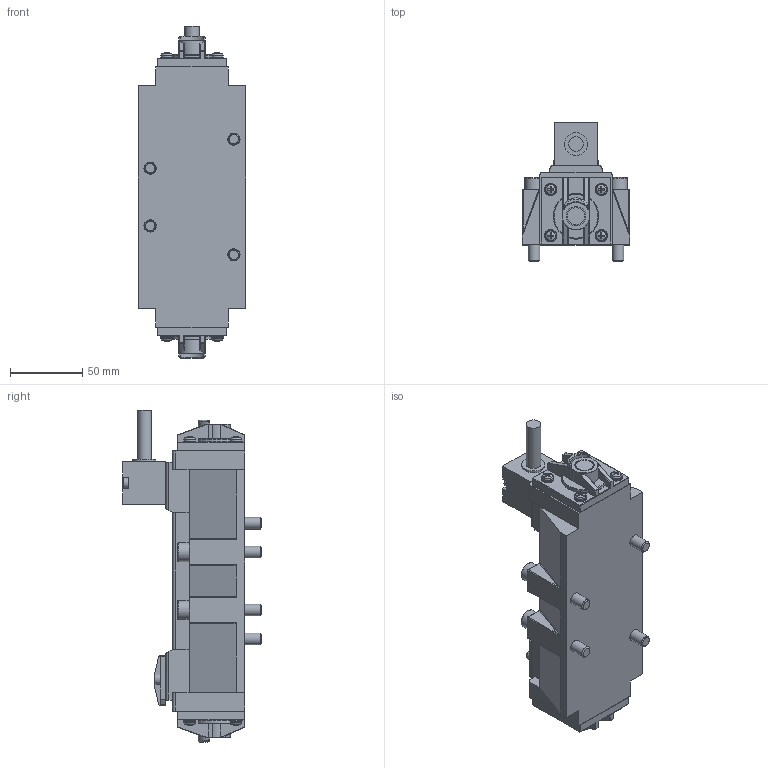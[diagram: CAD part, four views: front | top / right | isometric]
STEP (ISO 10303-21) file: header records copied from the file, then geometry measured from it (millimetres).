
FILE_DESCRIPTION(/* description */ (''),/* implementation_level */ '2;1');
FILE_NAME(/* name */ 'BE_ISO4_EL-PN.stp',/* time_stamp */ '2016-09-26T10:37:03+02:00',/* author */ ('Boceda'),/* organization */ (''),/* preprocessor_version */ 'ST-DEVELOPER v16.5',/* originating_system */ 'Autodesk Inventor 2017',/* authorisation */ '');
FILE_SCHEMA (('CONFIG_CONTROL_DESIGN'));
Length unit declared in the file: millimetre
Products named in the file (1): ISO4-ELPN
Bounding box: 74 x 96 x 229.6 mm (x, y, z)
Volume: 601077.4 mm3; surface area: 75711.2 mm2
Topology: 1 solids, 1 shells, 789 faces, 1801 edges, 1046 vertices
Faces by surface type: plane 474, cylinder 180, torus 46, sphere 45, cone 22, bspline 22
Full cylindrical faces by diameter (mm): 3 x2, 3.2 x2, 3.5 x2, 7 x4, 8 x4, 8.4 x4, 8.5 x8, 10 x1, 12 x2, 13 x4, 13.5 x2, 16 x1
Entity records: 22280 total; most frequent: CARTESIAN_POINT 5027, DIRECTION 3693, ORIENTED_EDGE 3364, EDGE_CURVE 1682, AXIS2_PLACEMENT_3D 1352, VERTEX_POINT 1030, LINE 989, VECTOR 989
